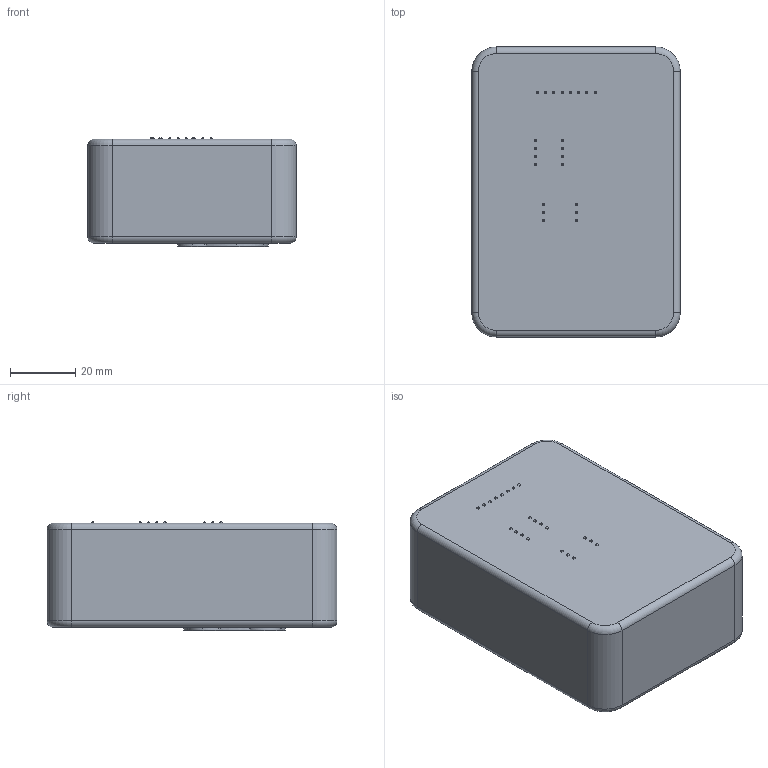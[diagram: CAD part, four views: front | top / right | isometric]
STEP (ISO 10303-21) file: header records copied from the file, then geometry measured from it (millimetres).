
FILE_DESCRIPTION(/* description */ ('','CAx-IF Rec.Pracs.---Representation and Presentation of Product Manufacturing Information (PMI)---4.0---2014-10-13'),/* implementation_level */ '2;1');
FILE_NAME(/* name */ 'panda_board_case.step',/* time_stamp */ '2024-12-17T23:35:27-05:00',/* author */ (''),/* organization */ (''),/* preprocessor_version */ 'ST-DEVELOPER v20',/* originating_system */ 'Autodesk Translation Framework v13.20.0.188',/* authorisation */ '');
FILE_SCHEMA (('AP242_MANAGED_MODEL_BASED_3D_ENGINEERING_MIM_LF { 1 0 10303 442 1 1 4 }'));
Products named in the file (12): panda_board_Final_Project; Board; Packages; XIAO_THROUGH_HOLE; 1X08; CUI_PJ-102AH; 1X04; 1X03; 1-copper; 16-copper; 1-soldermask; 16-soldermask
Assembly tree (13 placements, depth 3):
  panda_board_Final_Project
    Board
    Packages
      1X04  x2
      XIAO_THROUGH_HOLE
      1X03  x2
      1X08
      CUI_PJ-102AH
    1-copper
    16-copper
    1-soldermask
    16-soldermask
Bounding box: 64 x 89 x 33.54 mm (x, y, z)
Volume: 65218.4 mm3; surface area: 69534.2 mm2
Topology: 186 solids, 186 shells, 2553 faces, 6031 edges, 3904 vertices
Faces by surface type: plane 1488, cylinder 872, bspline 160, torus 33
Full cylindrical faces by diameter (mm): 0.93 x15, 0.946 x110, 0.997 x70, 1 x3, 1.016 x88, 1.067 x56, 2.15 x6, 3.175 x12, 4.1 x4, 12 x1
Entity records: 73585 total; most frequent: CARTESIAN_POINT 16165, DIRECTION 11684, ORIENTED_EDGE 11226, EDGE_CURVE 5613, AXIS2_PLACEMENT_3D 4079, VERTEX_POINT 3644, LINE 3526, VECTOR 3526
